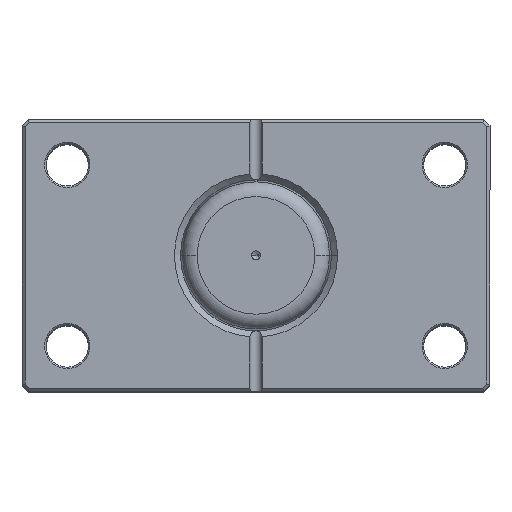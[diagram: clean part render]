
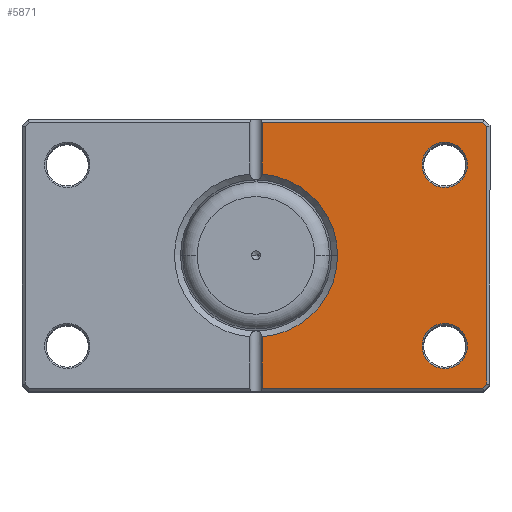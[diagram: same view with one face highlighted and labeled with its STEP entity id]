
A CAD part, top view. The second image highlights one B-rep face of the part: STEP entity #5871.
In plain terms, the highlighted face is planar.
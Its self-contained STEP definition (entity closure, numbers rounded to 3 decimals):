
#18 = CARTESIAN_POINT ( 'NONE',  ( 0., 0., 0. ) ) ;
#23 = LINE ( 'NONE', #1271, #4903 ) ;
#24 = DIRECTION ( 'NONE',  ( 1., 0., 0. ) ) ;
#109 = AXIS2_PLACEMENT_3D ( 'NONE', #6042, #3209, #383 ) ;
#115 = CARTESIAN_POINT ( 'NONE',  ( -2., 45., 0. ) ) ;
#326 = EDGE_CURVE ( 'NONE', #948, #5341, #2763, .T. ) ;
#332 = CARTESIAN_POINT ( 'NONE',  ( -62.5, 30., 0. ) ) ;
#344 = FACE_OUTER_BOUND ( 'NONE', #2256, .T. ) ;
#347 = DIRECTION ( 'NONE',  ( 1., 0., 0. ) ) ;
#348 = DIRECTION ( 'NONE',  ( 0., 0., 1. ) ) ;
#383 = DIRECTION ( 'NONE',  ( 1., 0., 0. ) ) ;
#429 = ORIENTED_EDGE ( 'NONE', *, *, #2954, .T. ) ;
#490 = DIRECTION ( 'NONE',  ( 1., 0., 0. ) ) ;
#527 = ORIENTED_EDGE ( 'NONE', *, *, #2009, .T. ) ;
#554 = AXIS2_PLACEMENT_3D ( 'NONE', #2324, #5612, #2803 ) ;
#559 = ORIENTED_EDGE ( 'NONE', *, *, #3747, .T. ) ;
#622 = EDGE_CURVE ( 'NONE', #1284, #2357, #1112, .T. ) ;
#814 = DIRECTION ( 'NONE',  ( 1., 0., 0. ) ) ;
#948 = VERTEX_POINT ( 'NONE', #2665 ) ;
#1042 = CARTESIAN_POINT ( 'NONE',  ( 0., -44., 0. ) ) ;
#1112 = LINE ( 'NONE', #3377, #4746 ) ;
#1271 = CARTESIAN_POINT ( 'NONE',  ( 0., 44., 0. ) ) ;
#1284 = VERTEX_POINT ( 'NONE', #4331 ) ;
#1335 = ORIENTED_EDGE ( 'NONE', *, *, #5164, .T. ) ;
#1349 = EDGE_CURVE ( 'NONE', #3388, #3911, #4978, .T. ) ;
#1410 = EDGE_LOOP ( 'NONE', ( #5247, #5058 ) ) ;
#1509 = VECTOR ( 'NONE', #5557, 1000. ) ;
#1729 = LINE ( 'NONE', #5240, #3751 ) ;
#1905 = VERTEX_POINT ( 'NONE', #3106 ) ;
#1999 = DIRECTION ( 'NONE',  ( -1., 0., 0. ) ) ;
#2009 = EDGE_CURVE ( 'NONE', #2357, #5125, #4418, .T. ) ;
#2059 = CARTESIAN_POINT ( 'NONE',  ( -70., -30., 0. ) ) ;
#2192 = ORIENTED_EDGE ( 'NONE', *, *, #5194, .T. ) ;
#2235 = CARTESIAN_POINT ( 'NONE',  ( -59.543, -59.543, 0. ) ) ;
#2256 = EDGE_LOOP ( 'NONE', ( #3838, #5757, #4723, #3938, #527, #559, #2192, #429, #4654 ) ) ;
#2324 = CARTESIAN_POINT ( 'NONE',  ( 0., 0., 0. ) ) ;
#2331 = CARTESIAN_POINT ( 'NONE',  ( -75.086, 44., 0. ) ) ;
#2357 = VERTEX_POINT ( 'NONE', #2570 ) ;
#2500 = EDGE_CURVE ( 'NONE', #3250, #3388, #23, .T. ) ;
#2569 = VECTOR ( 'NONE', #1999, 1000. ) ;
#2570 = CARTESIAN_POINT ( 'NONE',  ( -2., -44., 0. ) ) ;
#2590 = CARTESIAN_POINT ( 'NONE',  ( -76.5, -42.586, 0. ) ) ;
#2613 = DIRECTION ( 'NONE',  ( 0., 0., 1. ) ) ;
#2633 = CIRCLE ( 'NONE', #109, 7.5 ) ;
#2665 = CARTESIAN_POINT ( 'NONE',  ( -70., 30., 0. ) ) ;
#2686 = ORIENTED_EDGE ( 'NONE', *, *, #4260, .T. ) ;
#2749 = CARTESIAN_POINT ( 'NONE',  ( -76.5, 0., 0. ) ) ;
#2763 = CIRCLE ( 'NONE', #3487, 7.5 ) ;
#2791 = VECTOR ( 'NONE', #4612, 1000. ) ;
#2803 = DIRECTION ( 'NONE',  ( 1., 0., 0. ) ) ;
#2860 = DIRECTION ( 'NONE',  ( 0., 0., 1. ) ) ;
#2896 = DIRECTION ( 'NONE',  ( 0.707, 0.707, 0. ) ) ;
#2922 = LINE ( 'NONE', #2235, #2791 ) ;
#2945 = CARTESIAN_POINT ( 'NONE',  ( -2., 26.926, 0. ) ) ;
#2954 = EDGE_CURVE ( 'NONE', #1905, #3250, #1729, .T. ) ;
#3106 = CARTESIAN_POINT ( 'NONE',  ( -76.5, 42.586, 0. ) ) ;
#3176 = CARTESIAN_POINT ( 'NONE',  ( -62.5, -30., 0. ) ) ;
#3209 = DIRECTION ( 'NONE',  ( 0., 0., 1. ) ) ;
#3232 = AXIS2_PLACEMENT_3D ( 'NONE', #3176, #348, #3646 ) ;
#3250 = VERTEX_POINT ( 'NONE', #2331 ) ;
#3289 = CARTESIAN_POINT ( 'NONE',  ( 0., 0., 0. ) ) ;
#3322 = DIRECTION ( 'NONE',  ( 0., 0., 1. ) ) ;
#3377 = CARTESIAN_POINT ( 'NONE',  ( -2., 45., 0. ) ) ;
#3388 = VERTEX_POINT ( 'NONE', #3389 ) ;
#3389 = CARTESIAN_POINT ( 'NONE',  ( -2., 44., 0. ) ) ;
#3417 = DIRECTION ( 'NONE',  ( 0., -1., 0. ) ) ;
#3464 = CARTESIAN_POINT ( 'NONE',  ( -55., -30., 0. ) ) ;
#3487 = AXIS2_PLACEMENT_3D ( 'NONE', #4617, #2613, #4574 ) ;
#3637 = DIRECTION ( 'NONE',  ( 0., 0., 1. ) ) ;
#3646 = DIRECTION ( 'NONE',  ( 1., 0., 0. ) ) ;
#3747 = EDGE_CURVE ( 'NONE', #5125, #5032, #2922, .T. ) ;
#3751 = VECTOR ( 'NONE', #2896, 1000. ) ;
#3764 = CARTESIAN_POINT ( 'NONE',  ( -55., 30., 0. ) ) ;
#3823 = AXIS2_PLACEMENT_3D ( 'NONE', #3289, #2860, #24 ) ;
#3838 = ORIENTED_EDGE ( 'NONE', *, *, #1349, .T. ) ;
#3911 = VERTEX_POINT ( 'NONE', #2945 ) ;
#3912 = EDGE_LOOP ( 'NONE', ( #2686, #1335 ) ) ;
#3938 = ORIENTED_EDGE ( 'NONE', *, *, #622, .T. ) ;
#3955 = FACE_BOUND ( 'NONE', #1410, .T. ) ;
#4084 = CARTESIAN_POINT ( 'NONE',  ( -75.086, -44., 0. ) ) ;
#4220 = AXIS2_PLACEMENT_3D ( 'NONE', #18, #3322, #490 ) ;
#4260 = EDGE_CURVE ( 'NONE', #6049, #4968, #2633, .T. ) ;
#4331 = CARTESIAN_POINT ( 'NONE',  ( -2., -26.926, 0. ) ) ;
#4372 = DIRECTION ( 'NONE',  ( 0., -1., 0. ) ) ;
#4418 = LINE ( 'NONE', #1042, #2569 ) ;
#4433 = EDGE_CURVE ( 'NONE', #4529, #1284, #5505, .T. ) ;
#4529 = VERTEX_POINT ( 'NONE', #5700 ) ;
#4574 = DIRECTION ( 'NONE',  ( 1., 0., 0. ) ) ;
#4612 = DIRECTION ( 'NONE',  ( -0.707, 0.707, 0. ) ) ;
#4617 = CARTESIAN_POINT ( 'NONE',  ( -62.5, 30., 0. ) ) ;
#4654 = ORIENTED_EDGE ( 'NONE', *, *, #2500, .T. ) ;
#4723 = ORIENTED_EDGE ( 'NONE', *, *, #4433, .T. ) ;
#4741 = PLANE ( 'NONE',  #3823 ) ;
#4746 = VECTOR ( 'NONE', #3417, 1000. ) ;
#4903 = VECTOR ( 'NONE', #347, 1000. ) ;
#4968 = VERTEX_POINT ( 'NONE', #3464 ) ;
#4978 = LINE ( 'NONE', #115, #6083 ) ;
#4998 = CIRCLE ( 'NONE', #554, 27. ) ;
#5032 = VERTEX_POINT ( 'NONE', #2590 ) ;
#5058 = ORIENTED_EDGE ( 'NONE', *, *, #5670, .T. ) ;
#5125 = VERTEX_POINT ( 'NONE', #4084 ) ;
#5164 = EDGE_CURVE ( 'NONE', #4968, #6049, #5712, .T. ) ;
#5194 = EDGE_CURVE ( 'NONE', #5032, #1905, #5267, .T. ) ;
#5196 = FACE_BOUND ( 'NONE', #3912, .T. ) ;
#5240 = CARTESIAN_POINT ( 'NONE',  ( -59.543, 59.543, 0. ) ) ;
#5247 = ORIENTED_EDGE ( 'NONE', *, *, #326, .T. ) ;
#5267 = LINE ( 'NONE', #2749, #1509 ) ;
#5277 = EDGE_CURVE ( 'NONE', #3911, #4529, #4998, .T. ) ;
#5341 = VERTEX_POINT ( 'NONE', #3764 ) ;
#5505 = CIRCLE ( 'NONE', #4220, 27. ) ;
#5527 = AXIS2_PLACEMENT_3D ( 'NONE', #332, #3637, #814 ) ;
#5557 = DIRECTION ( 'NONE',  ( 0., 1., 0. ) ) ;
#5612 = DIRECTION ( 'NONE',  ( 0., 0., 1. ) ) ;
#5670 = EDGE_CURVE ( 'NONE', #5341, #948, #6094, .T. ) ;
#5700 = CARTESIAN_POINT ( 'NONE',  ( -27., 0., 0. ) ) ;
#5712 = CIRCLE ( 'NONE', #3232, 7.5 ) ;
#5757 = ORIENTED_EDGE ( 'NONE', *, *, #5277, .T. ) ;
#5871 = ADVANCED_FACE ( 'NONE', ( #5196, #3955, #344 ), #4741, .F. ) ;
#6042 = CARTESIAN_POINT ( 'NONE',  ( -62.5, -30., 0. ) ) ;
#6049 = VERTEX_POINT ( 'NONE', #2059 ) ;
#6083 = VECTOR ( 'NONE', #4372, 1000. ) ;
#6094 = CIRCLE ( 'NONE', #5527, 7.5 ) ;
